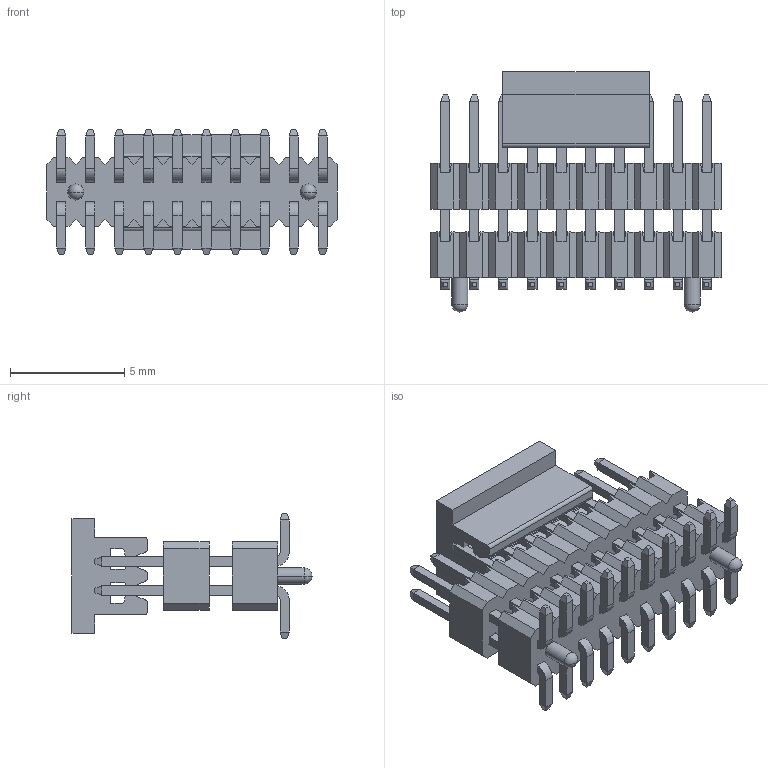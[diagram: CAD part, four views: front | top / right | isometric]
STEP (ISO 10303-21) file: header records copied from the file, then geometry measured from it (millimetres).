
FILE_DESCRIPTION( ('This file contains a STEP AP42 implementation' ,'as created by ZW3D STEP Interface translator.') ,'2;1' );
FILE_NAME( '1320-22XXXXM102XXXX(衄翐)(肮砃).stp' ,'23 317.1022 3', (''), ('ZWCAD Software Co.'), 'Version 1.0', 'ZW3D to STEP translator', '' );
FILE_SCHEMA(('AUTOMOTIVE_DESIGN { 1 0 10303 214 1 1 1 1 }'));
Length unit declared in the file: millimetre
Products named in the file (3): 0; 1320-2210XXM102XXXX(衄翐)(肮砃); 1320-22XXXXMXXXXX_ASM_1_ASM_3
Assembly tree (1 placements, depth 2):
  0
  1320-2210XXM102XXXX(衄翐)(肮砃)
    1320-22XXXXMXXXXX_ASM_1_ASM_3
Bounding box: 12.7 x 10.5 x 5.5 mm (x, y, z)
Volume: 219.1 mm3; surface area: 925.1 mm2
Topology: 23 solids, 23 shells, 884 faces, 2390 edges, 1510 vertices
Faces by surface type: plane 822, cylinder 58, sphere 4
Entity records: 27999 total; most frequent: CARTESIAN_POINT 4784, ORIENTED_EDGE 4772, DIRECTION 4282, EDGE_CURVE 2386, VECTOR 2266, LINE 2266, VERTEX_POINT 1510, AXIS2_PLACEMENT_3D 1008
